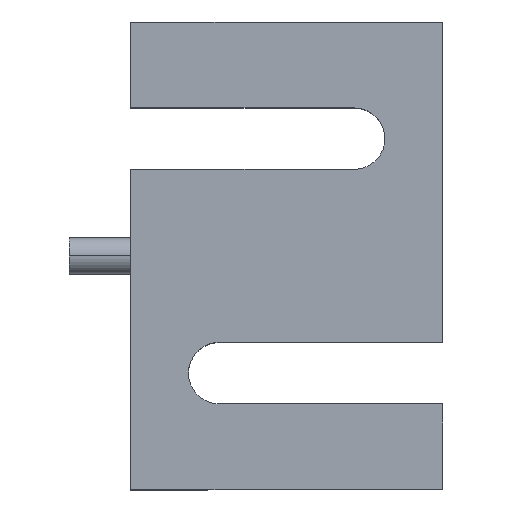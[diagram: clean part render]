
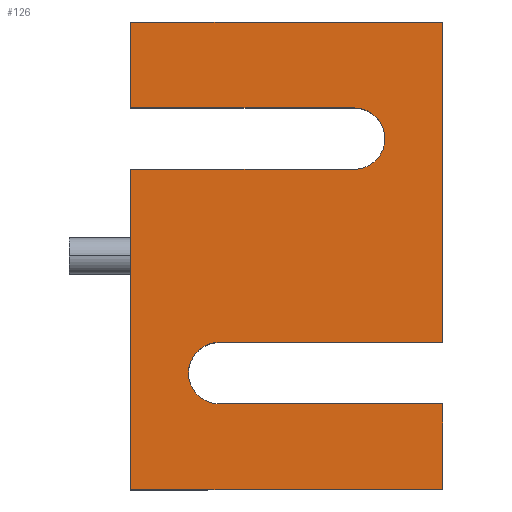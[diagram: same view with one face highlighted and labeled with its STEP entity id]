
A CAD part, top view. The second image highlights one B-rep face of the part: STEP entity #126.
In plain terms, the highlighted planar face has unit normal (0, 0, 1).
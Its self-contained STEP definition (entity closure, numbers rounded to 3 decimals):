
#2 = VECTOR ( 'NONE', #656, 1000. ) ;
#4 = ORIENTED_EDGE ( 'NONE', *, *, #106, .T. ) ;
#6 = EDGE_CURVE ( 'NONE', #177, #158, #246, .T. ) ;
#8 = CARTESIAN_POINT ( 'NONE',  ( 25.4, 38.1, 12.7 ) ) ;
#9 = AXIS2_PLACEMENT_3D ( 'NONE', #312, #616, #325 ) ;
#20 = CIRCLE ( 'NONE', #289, 5. ) ;
#22 = DIRECTION ( 'NONE',  ( -1., 0., 0. ) ) ;
#23 = PLANE ( 'NONE',  #677 ) ;
#25 = CARTESIAN_POINT ( 'NONE',  ( -25.4, -38.1, 12.7 ) ) ;
#47 = CARTESIAN_POINT ( 'NONE',  ( 11., 14.1, 12.7 ) ) ;
#50 = LINE ( 'NONE', #137, #157 ) ;
#58 = LINE ( 'NONE', #442, #416 ) ;
#63 = CARTESIAN_POINT ( 'NONE',  ( -11., -14.1, 12.7 ) ) ;
#76 = CARTESIAN_POINT ( 'NONE',  ( -16., -19.1, 12.7 ) ) ;
#77 = CIRCLE ( 'NONE', #419, 5. ) ;
#79 = ORIENTED_EDGE ( 'NONE', *, *, #517, .T. ) ;
#85 = EDGE_CURVE ( 'NONE', #310, #506, #58, .T. ) ;
#98 = VERTEX_POINT ( 'NONE', #624 ) ;
#106 = EDGE_CURVE ( 'NONE', #98, #575, #77, .T. ) ;
#115 = DIRECTION ( 'NONE',  ( 1., 0., 0. ) ) ;
#121 = EDGE_CURVE ( 'NONE', #529, #651, #479, .T. ) ;
#123 = VERTEX_POINT ( 'NONE', #738 ) ;
#125 = CARTESIAN_POINT ( 'NONE',  ( 25.4, -14.1, 12.7 ) ) ;
#126 = ADVANCED_FACE ( 'NONE', ( #385 ), #23, .T. ) ;
#128 = LINE ( 'NONE', #615, #658 ) ;
#137 = CARTESIAN_POINT ( 'NONE',  ( 25.4, -24.1, 12.7 ) ) ;
#139 = DIRECTION ( 'NONE',  ( 0., -1., 0. ) ) ;
#157 = VECTOR ( 'NONE', #380, 1000. ) ;
#158 = VERTEX_POINT ( 'NONE', #554 ) ;
#177 = VERTEX_POINT ( 'NONE', #25 ) ;
#179 = DIRECTION ( 'NONE',  ( 1., 0., 0. ) ) ;
#202 = CARTESIAN_POINT ( 'NONE',  ( -11., -19.1, 12.7 ) ) ;
#215 = ORIENTED_EDGE ( 'NONE', *, *, #336, .T. ) ;
#218 = LINE ( 'NONE', #240, #535 ) ;
#229 = ORIENTED_EDGE ( 'NONE', *, *, #85, .T. ) ;
#240 = CARTESIAN_POINT ( 'NONE',  ( -25.4, -38.1, 12.7 ) ) ;
#244 = VECTOR ( 'NONE', #139, 1000. ) ;
#245 = EDGE_CURVE ( 'NONE', #563, #177, #218, .T. ) ;
#246 = LINE ( 'NONE', #586, #748 ) ;
#256 = VERTEX_POINT ( 'NONE', #63 ) ;
#267 = LINE ( 'NONE', #125, #534 ) ;
#282 = ORIENTED_EDGE ( 'NONE', *, *, #462, .T. ) ;
#283 = VERTEX_POINT ( 'NONE', #635 ) ;
#289 = AXIS2_PLACEMENT_3D ( 'NONE', #542, #324, #313 ) ;
#290 = LINE ( 'NONE', #547, #244 ) ;
#302 = CARTESIAN_POINT ( 'NONE',  ( -25.4, 24.1, 12.7 ) ) ;
#303 = ORIENTED_EDGE ( 'NONE', *, *, #327, .T. ) ;
#310 = VERTEX_POINT ( 'NONE', #8 ) ;
#312 = CARTESIAN_POINT ( 'NONE',  ( 11., 19.1, 12.7 ) ) ;
#313 = DIRECTION ( 'NONE',  ( 1., 0., 0. ) ) ;
#319 = DIRECTION ( 'NONE',  ( 1., 0., 0. ) ) ;
#324 = DIRECTION ( 'NONE',  ( 0., 0., -1. ) ) ;
#325 = DIRECTION ( 'NONE',  ( -1., 0., 0. ) ) ;
#327 = EDGE_CURVE ( 'NONE', #256, #283, #267, .T. ) ;
#333 = ORIENTED_EDGE ( 'NONE', *, *, #760, .T. ) ;
#336 = EDGE_CURVE ( 'NONE', #283, #310, #453, .T. ) ;
#354 = CARTESIAN_POINT ( 'NONE',  ( -11., -24.1, 12.7 ) ) ;
#380 = DIRECTION ( 'NONE',  ( 0., 1., 0. ) ) ;
#385 = FACE_OUTER_BOUND ( 'NONE', #588, .T. ) ;
#416 = VECTOR ( 'NONE', #562, 1000. ) ;
#417 = VERTEX_POINT ( 'NONE', #302 ) ;
#419 = AXIS2_PLACEMENT_3D ( 'NONE', #202, #551, #319 ) ;
#421 = EDGE_CURVE ( 'NONE', #417, #529, #747, .T. ) ;
#433 = DIRECTION ( 'NONE',  ( 0., 0., 1. ) ) ;
#442 = CARTESIAN_POINT ( 'NONE',  ( -25.4, 38.1, 12.7 ) ) ;
#453 = LINE ( 'NONE', #655, #2 ) ;
#454 = EDGE_CURVE ( 'NONE', #575, #256, #20, .T. ) ;
#462 = EDGE_CURVE ( 'NONE', #506, #417, #290, .T. ) ;
#471 = ORIENTED_EDGE ( 'NONE', *, *, #245, .T. ) ;
#476 = CARTESIAN_POINT ( 'NONE',  ( 11., 24.1, 12.7 ) ) ;
#477 = DIRECTION ( 'NONE',  ( 0., -1., 0. ) ) ;
#479 = CIRCLE ( 'NONE', #9, 5. ) ;
#485 = DIRECTION ( 'NONE',  ( 1., 0., 0. ) ) ;
#506 = VERTEX_POINT ( 'NONE', #733 ) ;
#515 = VECTOR ( 'NONE', #647, 1000. ) ;
#517 = EDGE_CURVE ( 'NONE', #158, #123, #50, .T. ) ;
#529 = VERTEX_POINT ( 'NONE', #602 ) ;
#534 = VECTOR ( 'NONE', #115, 1000. ) ;
#535 = VECTOR ( 'NONE', #477, 1000. ) ;
#540 = EDGE_CURVE ( 'NONE', #651, #563, #128, .T. ) ;
#542 = CARTESIAN_POINT ( 'NONE',  ( -11., -19.1, 12.7 ) ) ;
#547 = CARTESIAN_POINT ( 'NONE',  ( -25.4, 24.1, 12.7 ) ) ;
#551 = DIRECTION ( 'NONE',  ( 0., 0., -1. ) ) ;
#554 = CARTESIAN_POINT ( 'NONE',  ( 25.4, -38.1, 12.7 ) ) ;
#562 = DIRECTION ( 'NONE',  ( -1., 0., 0. ) ) ;
#563 = VERTEX_POINT ( 'NONE', #728 ) ;
#575 = VERTEX_POINT ( 'NONE', #76 ) ;
#578 = ORIENTED_EDGE ( 'NONE', *, *, #421, .T. ) ;
#586 = CARTESIAN_POINT ( 'NONE',  ( 25.4, -38.1, 12.7 ) ) ;
#588 = EDGE_LOOP ( 'NONE', ( #578, #690, #763, #471, #741, #79, #333, #4, #715, #303, #215, #229, #282 ) ) ;
#602 = CARTESIAN_POINT ( 'NONE',  ( 11., 24.1, 12.7 ) ) ;
#615 = CARTESIAN_POINT ( 'NONE',  ( -25.4, 14.1, 12.7 ) ) ;
#616 = DIRECTION ( 'NONE',  ( 0., 0., -1. ) ) ;
#624 = CARTESIAN_POINT ( 'NONE',  ( -11., -24.1, 12.7 ) ) ;
#635 = CARTESIAN_POINT ( 'NONE',  ( 25.4, -14.1, 12.7 ) ) ;
#646 = DIRECTION ( 'NONE',  ( 1., 0., 0. ) ) ;
#647 = DIRECTION ( 'NONE',  ( -1., 0., 0. ) ) ;
#651 = VERTEX_POINT ( 'NONE', #47 ) ;
#655 = CARTESIAN_POINT ( 'NONE',  ( 25.4, 38.1, 12.7 ) ) ;
#656 = DIRECTION ( 'NONE',  ( 0., 1., 0. ) ) ;
#657 = LINE ( 'NONE', #354, #515 ) ;
#658 = VECTOR ( 'NONE', #22, 1000. ) ;
#677 = AXIS2_PLACEMENT_3D ( 'NONE', #721, #433, #485 ) ;
#690 = ORIENTED_EDGE ( 'NONE', *, *, #121, .T. ) ;
#694 = VECTOR ( 'NONE', #179, 1000. ) ;
#715 = ORIENTED_EDGE ( 'NONE', *, *, #454, .T. ) ;
#721 = CARTESIAN_POINT ( 'NONE',  ( -11., -19.1, 12.7 ) ) ;
#728 = CARTESIAN_POINT ( 'NONE',  ( -25.4, 14.1, 12.7 ) ) ;
#733 = CARTESIAN_POINT ( 'NONE',  ( -25.4, 38.1, 12.7 ) ) ;
#738 = CARTESIAN_POINT ( 'NONE',  ( 25.4, -24.1, 12.7 ) ) ;
#741 = ORIENTED_EDGE ( 'NONE', *, *, #6, .T. ) ;
#747 = LINE ( 'NONE', #476, #694 ) ;
#748 = VECTOR ( 'NONE', #646, 1000. ) ;
#760 = EDGE_CURVE ( 'NONE', #123, #98, #657, .T. ) ;
#763 = ORIENTED_EDGE ( 'NONE', *, *, #540, .T. ) ;
